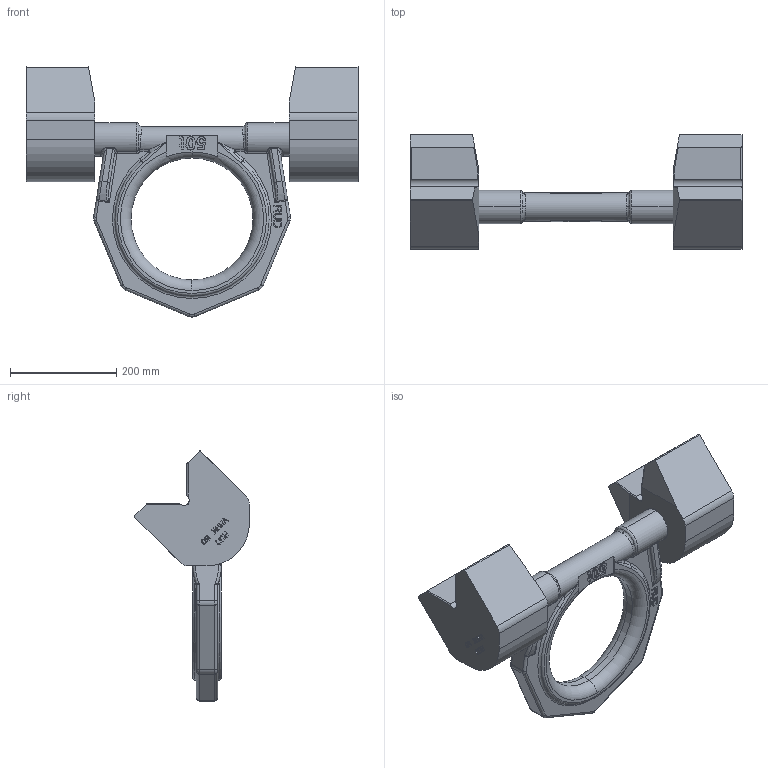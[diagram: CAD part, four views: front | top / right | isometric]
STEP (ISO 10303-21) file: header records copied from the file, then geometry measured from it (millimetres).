
FILE_DESCRIPTION((''),'2;1');
FILE_NAME('001-M34957-P-1_ASM','2019-02-01T',('anja.joas'),(''),'PRO/ENGINEER BY PARAMETRIC TECHNOLOGY CORPORATION, 2011490','PRO/ENGINEER BY PARAMETRIC TECHNOLOGY CORPORATION, 2011490','');
FILE_SCHEMA(('CONFIG_CONTROL_DESIGN'));
Length unit declared in the file: millimetre
Products named in the file (3): 001-M34738-P-1; 001-M35133-P-1; 001-M34957-P-1_ASM
Assembly tree (3 placements, depth 2):
  001-M34957-P-1_ASM
    001-M34738-P-1  x2
    001-M35133-P-1
Bounding box: 626 x 216.59 x 471.48 mm (x, y, z)
Volume: 10080791.7 mm3; surface area: 569095.9 mm2
Topology: 3 solids, 3 shells, 1054 faces, 2880 edges, 1878 vertices
Faces by surface type: plane 791, cylinder 105, extrusion 70, bspline 40, torus 36, sphere 12
Entity records: 27444 total; most frequent: CARTESIAN_POINT 8770, ORIENTED_EDGE 4096, DIRECTION 3404, EDGE_CURVE 2048, VECTOR 1652, LINE 1582, VERTEX_POINT 1328, AXIS2_PLACEMENT_3D 876
